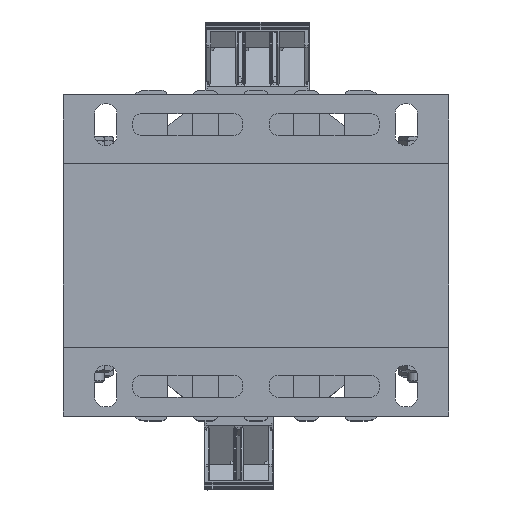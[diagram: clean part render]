
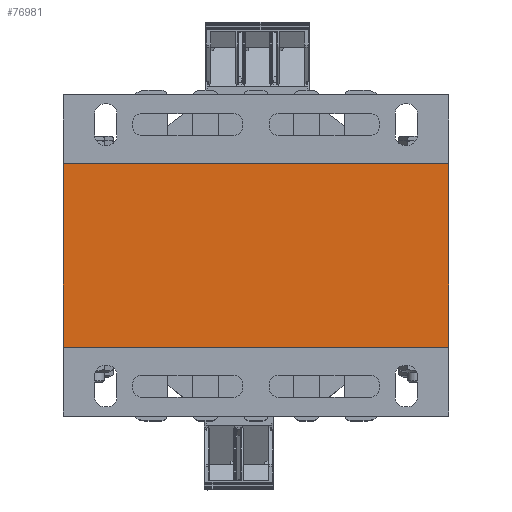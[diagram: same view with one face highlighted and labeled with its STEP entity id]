
A CAD part, top view. The second image highlights one B-rep face of the part: STEP entity #76981.
In plain terms, the highlighted planar face has unit normal (0, 0, 1).
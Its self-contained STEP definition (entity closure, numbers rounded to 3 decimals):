
#2532=FACE_OUTER_BOUND('',#6474,.T.);
#6474=EDGE_LOOP('',(#48083,#48084,#48085,#48086));
#10569=LINE('',#106199,#20172);
#10600=LINE('',#106277,#20203);
#10601=LINE('',#106279,#20204);
#10602=LINE('',#106280,#20205);
#20172=VECTOR('',#86332,1.);
#20203=VECTOR('',#86405,1.);
#20204=VECTOR('',#86406,1.);
#20205=VECTOR('',#86407,1.);
#29774=VERTEX_POINT('',#106195);
#29776=VERTEX_POINT('',#106198);
#29802=VERTEX_POINT('',#106276);
#29803=VERTEX_POINT('',#106278);
#36970=EDGE_CURVE('',#29776,#29774,#10569,.T.);
#37009=EDGE_CURVE('',#29802,#29774,#10600,.T.);
#37010=EDGE_CURVE('',#29802,#29803,#10601,.T.);
#37011=EDGE_CURVE('',#29803,#29776,#10602,.T.);
#48083=ORIENTED_EDGE('',*,*,#37009,.F.);
#48084=ORIENTED_EDGE('',*,*,#37010,.T.);
#48085=ORIENTED_EDGE('',*,*,#37011,.T.);
#48086=ORIENTED_EDGE('',*,*,#36970,.T.);
#70128=PLANE('',#81216);
#76981=ADVANCED_FACE('',(#2532),#70128,.T.);
#81216=AXIS2_PLACEMENT_3D('',#106275,#86403,#86404);
#86332=DIRECTION('',(1.,0.,0.));
#86403=DIRECTION('center_axis',(0.,0.,1.));
#86404=DIRECTION('ref_axis',(0.,-1.,0.));
#86405=DIRECTION('',(0.,-1.,0.));
#86406=DIRECTION('',(-1.,0.,0.));
#86407=DIRECTION('',(0.,-1.,0.));
#106195=CARTESIAN_POINT('',(-23.95,72.985,-92.158));
#106198=CARTESIAN_POINT('',(-107.95,72.985,-92.158));
#106199=CARTESIAN_POINT('',(-23.95,72.985,-92.158));
#106275=CARTESIAN_POINT('Origin',(-107.95,112.985,-92.158));
#106276=CARTESIAN_POINT('',(-23.95,112.985,-92.158));
#106277=CARTESIAN_POINT('',(-23.95,112.985,-92.158));
#106278=CARTESIAN_POINT('',(-107.95,112.985,-92.158));
#106279=CARTESIAN_POINT('',(-23.95,112.985,-92.158));
#106280=CARTESIAN_POINT('',(-107.95,112.985,-92.158));
